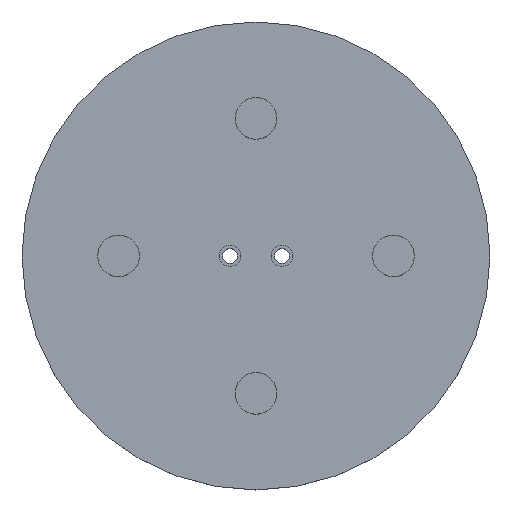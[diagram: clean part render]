
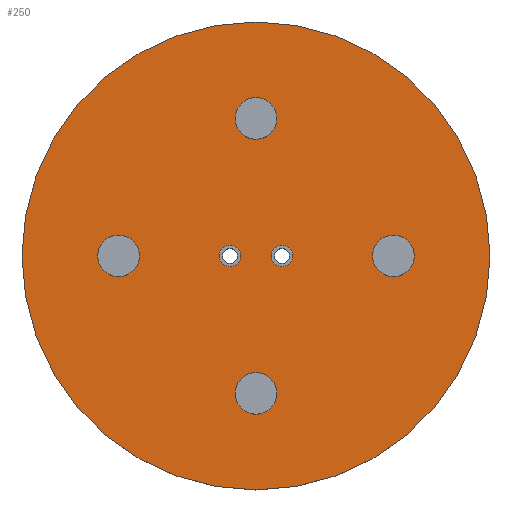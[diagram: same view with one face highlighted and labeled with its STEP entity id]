
A CAD part, top view. The second image highlights one B-rep face of the part: STEP entity #250.
In plain terms, the highlighted planar face has unit normal (0, 0, 1).
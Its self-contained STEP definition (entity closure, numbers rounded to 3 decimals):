
#17=FACE_BOUND('',#63,.T.);
#18=FACE_BOUND('',#64,.T.);
#19=FACE_BOUND('',#65,.T.);
#20=FACE_BOUND('',#66,.T.);
#21=FACE_BOUND('',#67,.T.);
#22=FACE_BOUND('',#68,.T.);
#28=PLANE('',#291);
#41=FACE_OUTER_BOUND('',#62,.T.);
#62=EDGE_LOOP('',(#194));
#63=EDGE_LOOP('',(#195));
#64=EDGE_LOOP('',(#196));
#65=EDGE_LOOP('',(#197));
#66=EDGE_LOOP('',(#198));
#67=EDGE_LOOP('',(#199));
#68=EDGE_LOOP('',(#200));
#108=CIRCLE('',#284,2.05);
#110=CIRCLE('',#288,2.05);
#112=CIRCLE('',#292,45.);
#113=CIRCLE('',#293,4.);
#114=CIRCLE('',#294,4.);
#115=CIRCLE('',#295,4.);
#116=CIRCLE('',#296,4.);
#128=VERTEX_POINT('',#420);
#130=VERTEX_POINT('',#427);
#132=VERTEX_POINT('',#434);
#133=VERTEX_POINT('',#436);
#134=VERTEX_POINT('',#438);
#135=VERTEX_POINT('',#440);
#136=VERTEX_POINT('',#442);
#150=EDGE_CURVE('',#128,#128,#108,.T.);
#153=EDGE_CURVE('',#130,#130,#110,.T.);
#156=EDGE_CURVE('',#132,#132,#112,.T.);
#157=EDGE_CURVE('',#133,#133,#113,.T.);
#158=EDGE_CURVE('',#134,#134,#114,.T.);
#159=EDGE_CURVE('',#135,#135,#115,.T.);
#160=EDGE_CURVE('',#136,#136,#116,.T.);
#194=ORIENTED_EDGE('',*,*,#156,.T.);
#195=ORIENTED_EDGE('',*,*,#150,.T.);
#196=ORIENTED_EDGE('',*,*,#153,.T.);
#197=ORIENTED_EDGE('',*,*,#157,.F.);
#198=ORIENTED_EDGE('',*,*,#158,.F.);
#199=ORIENTED_EDGE('',*,*,#159,.F.);
#200=ORIENTED_EDGE('',*,*,#160,.F.);
#250=ADVANCED_FACE('',(#41,#17,#18,#19,#20,#21,#22),#28,.T.);
#284=AXIS2_PLACEMENT_3D('',#421,#334,#335);
#288=AXIS2_PLACEMENT_3D('',#428,#343,#344);
#291=AXIS2_PLACEMENT_3D('',#433,#350,#351);
#292=AXIS2_PLACEMENT_3D('',#435,#352,#353);
#293=AXIS2_PLACEMENT_3D('',#437,#354,#355);
#294=AXIS2_PLACEMENT_3D('',#439,#356,#357);
#295=AXIS2_PLACEMENT_3D('',#441,#358,#359);
#296=AXIS2_PLACEMENT_3D('',#443,#360,#361);
#334=DIRECTION('center_axis',(0.,0.,-1.));
#335=DIRECTION('ref_axis',(-1.,0.,0.));
#343=DIRECTION('center_axis',(0.,0.,-1.));
#344=DIRECTION('ref_axis',(-1.,0.,0.));
#350=DIRECTION('center_axis',(0.,0.,1.));
#351=DIRECTION('ref_axis',(1.,0.,0.));
#352=DIRECTION('center_axis',(0.,0.,1.));
#353=DIRECTION('ref_axis',(1.,0.,0.));
#354=DIRECTION('center_axis',(0.,0.,1.));
#355=DIRECTION('ref_axis',(1.,0.,0.));
#356=DIRECTION('center_axis',(0.,0.,1.));
#357=DIRECTION('ref_axis',(1.,0.,0.));
#358=DIRECTION('center_axis',(0.,0.,1.));
#359=DIRECTION('ref_axis',(1.,0.,0.));
#360=DIRECTION('center_axis',(0.,0.,1.));
#361=DIRECTION('ref_axis',(1.,0.,0.));
#420=CARTESIAN_POINT('',(-2.95,0.,5.));
#421=CARTESIAN_POINT('Origin',(-5.,0.,5.));
#427=CARTESIAN_POINT('',(7.05,0.,5.));
#428=CARTESIAN_POINT('Origin',(5.,0.,5.));
#433=CARTESIAN_POINT('Origin',(0.,0.,5.));
#434=CARTESIAN_POINT('',(-45.,0.,5.));
#435=CARTESIAN_POINT('Origin',(0.,0.,5.));
#436=CARTESIAN_POINT('',(-4.,26.438,5.));
#437=CARTESIAN_POINT('Origin',(0.,26.438,5.));
#438=CARTESIAN_POINT('',(-4.,-26.438,5.));
#439=CARTESIAN_POINT('Origin',(0.,-26.438,5.));
#440=CARTESIAN_POINT('',(-30.438,0.,5.));
#441=CARTESIAN_POINT('Origin',(-26.438,0.,5.));
#442=CARTESIAN_POINT('',(22.438,0.,5.));
#443=CARTESIAN_POINT('Origin',(26.438,0.,5.));
